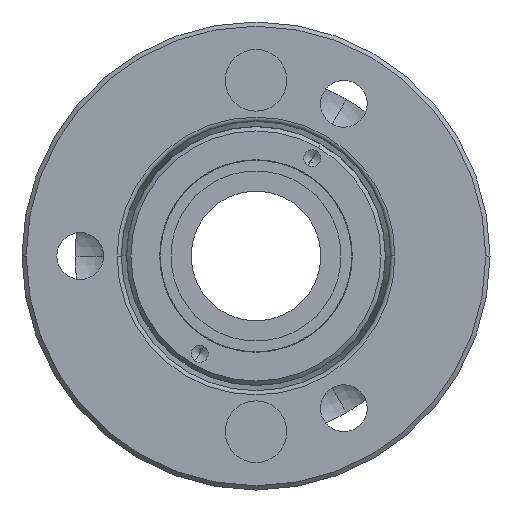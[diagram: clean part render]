
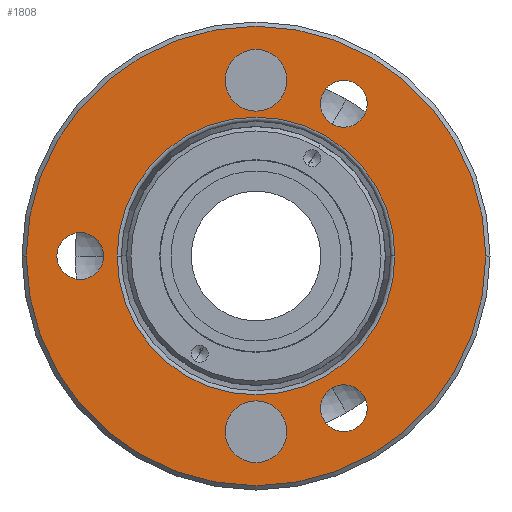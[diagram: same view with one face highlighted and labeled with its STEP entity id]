
A CAD part, left-side view. The second image highlights one B-rep face of the part: STEP entity #1808.
In plain terms, the highlighted planar face has unit normal (-1, 0, 0).
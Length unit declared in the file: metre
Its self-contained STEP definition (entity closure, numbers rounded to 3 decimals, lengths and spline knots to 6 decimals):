
#25 = AXIS2_PLACEMENT_3D ( 'NONE', #1093, #2224, #6281 ) ;
#50 = CARTESIAN_POINT ( 'NONE',  ( 0., -0.02065, 0.030267 ) ) ;
#54 = ORIENTED_EDGE ( 'NONE', *, *, #2011, .T. ) ;
#75 = EDGE_LOOP ( 'NONE', ( #963, #4020 ) ) ;
#102 = VERTEX_POINT ( 'NONE', #1651 ) ;
#106 = EDGE_CURVE ( 'NONE', #1964, #3042, #3186, .T. ) ;
#140 = EDGE_CURVE ( 'NONE', #1078, #6328, #4856, .T. ) ;
#165 = AXIS2_PLACEMENT_3D ( 'NONE', #3830, #1248, #2284 ) ;
#173 = DIRECTION ( 'NONE',  ( 0., 0., -1. ) ) ;
#232 = CARTESIAN_POINT ( 'NONE',  ( 0., 0., 0. ) ) ;
#249 = DIRECTION ( 'NONE',  ( 1., 0., 0. ) ) ;
#382 = DIRECTION ( 'NONE',  ( 0., 0., 1. ) ) ;
#385 = VERTEX_POINT ( 'NONE', #4887 ) ;
#520 = CIRCLE ( 'NONE', #2626, 0.0055 ) ;
#618 = VERTEX_POINT ( 'NONE', #933 ) ;
#678 = CARTESIAN_POINT ( 'NONE',  ( 0., 0.055, 0. ) ) ;
#857 = CARTESIAN_POINT ( 'NONE',  ( 0., 0.0413, 0. ) ) ;
#899 = CIRCLE ( 'NONE', #1436, 0.0055 ) ;
#933 = CARTESIAN_POINT ( 'NONE',  ( 0., 0., 0.03405 ) ) ;
#963 = ORIENTED_EDGE ( 'NONE', *, *, #2608, .T. ) ;
#999 = CARTESIAN_POINT ( 'NONE',  ( 0., 0.0413, 0.0055 ) ) ;
#1055 = CIRCLE ( 'NONE', #5042, 0.054 ) ;
#1078 = VERTEX_POINT ( 'NONE', #5929 ) ;
#1093 = CARTESIAN_POINT ( 'NONE',  ( 0., -0.02065, 0.035767 ) ) ;
#1150 = DIRECTION ( 'NONE',  ( 0., 1., 0. ) ) ;
#1173 = VERTEX_POINT ( 'NONE', #50 ) ;
#1182 = FACE_BOUND ( 'NONE', #3078, .T. ) ;
#1248 = DIRECTION ( 'NONE',  ( -1., 0., 0. ) ) ;
#1359 = AXIS2_PLACEMENT_3D ( 'NONE', #232, #249, #6261 ) ;
#1436 = AXIS2_PLACEMENT_3D ( 'NONE', #2280, #5748, #173 ) ;
#1651 = CARTESIAN_POINT ( 'NONE',  ( 0., 0., -0.04855 ) ) ;
#1668 = DIRECTION ( 'NONE',  ( 0., 1., 0. ) ) ;
#1670 = DIRECTION ( 'NONE',  ( -1., 0., 0. ) ) ;
#1683 = EDGE_CURVE ( 'NONE', #4230, #385, #2884, .T. ) ;
#1718 = DIRECTION ( 'NONE',  ( 0., 0., 1. ) ) ;
#1725 = DIRECTION ( 'NONE',  ( 0., 0., -1. ) ) ;
#1808 = ADVANCED_FACE ( 'NONE', ( #3931, #2536, #1182, #5557, #5170, #2878, #2398 ), #2766, .F. ) ;
#1822 = AXIS2_PLACEMENT_3D ( 'NONE', #857, #6404, #3912 ) ;
#1877 = CIRCLE ( 'NONE', #5606, 0.00725 ) ;
#1956 = EDGE_CURVE ( 'NONE', #2207, #618, #6384, .T. ) ;
#1964 = VERTEX_POINT ( 'NONE', #5989 ) ;
#2002 = CARTESIAN_POINT ( 'NONE',  ( 0., -0.02065, 0.035767 ) ) ;
#2011 = EDGE_CURVE ( 'NONE', #6328, #1078, #1055, .T. ) ;
#2106 = EDGE_LOOP ( 'NONE', ( #2118, #5378 ) ) ;
#2118 = ORIENTED_EDGE ( 'NONE', *, *, #4320, .T. ) ;
#2120 = CARTESIAN_POINT ( 'NONE',  ( 0., -0.032639, 0. ) ) ;
#2126 = DIRECTION ( 'NONE',  ( 1., 0., 0. ) ) ;
#2141 = CARTESIAN_POINT ( 'NONE',  ( 0., 0., -0.0413 ) ) ;
#2159 = CIRCLE ( 'NONE', #2759, 0.00725 ) ;
#2173 = EDGE_CURVE ( 'NONE', #102, #2749, #6062, .T. ) ;
#2207 = VERTEX_POINT ( 'NONE', #4863 ) ;
#2211 = DIRECTION ( 'NONE',  ( 0., 0., 1. ) ) ;
#2224 = DIRECTION ( 'NONE',  ( 1., 0., 0. ) ) ;
#2253 = CIRCLE ( 'NONE', #1822, 0.0055 ) ;
#2280 = CARTESIAN_POINT ( 'NONE',  ( 0., -0.02065, -0.035767 ) ) ;
#2284 = DIRECTION ( 'NONE',  ( 0., 0., 1. ) ) ;
#2398 = FACE_BOUND ( 'NONE', #4647, .T. ) ;
#2526 = AXIS2_PLACEMENT_3D ( 'NONE', #5651, #4631, #4172 ) ;
#2536 = FACE_BOUND ( 'NONE', #3041, .T. ) ;
#2608 = EDGE_CURVE ( 'NONE', #385, #4230, #899, .T. ) ;
#2626 = AXIS2_PLACEMENT_3D ( 'NONE', #3773, #4245, #1725 ) ;
#2749 = VERTEX_POINT ( 'NONE', #5035 ) ;
#2759 = AXIS2_PLACEMENT_3D ( 'NONE', #2141, #1670, #2211 ) ;
#2766 = PLANE ( 'NONE',  #3012 ) ;
#2812 = DIRECTION ( 'NONE',  ( 0., 1., 0. ) ) ;
#2878 = FACE_BOUND ( 'NONE', #2106, .T. ) ;
#2884 = CIRCLE ( 'NONE', #2526, 0.0055 ) ;
#2976 = CARTESIAN_POINT ( 'NONE',  ( 0., 0.0413, -0.0055 ) ) ;
#3012 = AXIS2_PLACEMENT_3D ( 'NONE', #678, #4726, #1668 ) ;
#3041 = EDGE_LOOP ( 'NONE', ( #4910, #4912 ) ) ;
#3042 = VERTEX_POINT ( 'NONE', #2120 ) ;
#3057 = EDGE_CURVE ( 'NONE', #618, #2207, #1877, .T. ) ;
#3078 = EDGE_LOOP ( 'NONE', ( #5593, #4764 ) ) ;
#3081 = ORIENTED_EDGE ( 'NONE', *, *, #3483, .F. ) ;
#3186 = CIRCLE ( 'NONE', #3344, 0.032639 ) ;
#3290 = EDGE_CURVE ( 'NONE', #6123, #5131, #520, .T. ) ;
#3344 = AXIS2_PLACEMENT_3D ( 'NONE', #6211, #2126, #1150 ) ;
#3433 = CARTESIAN_POINT ( 'NONE',  ( 0., -0.054, 0. ) ) ;
#3483 = EDGE_CURVE ( 'NONE', #2749, #102, #2159, .T. ) ;
#3508 = CARTESIAN_POINT ( 'NONE',  ( 0., 0., 0. ) ) ;
#3518 = CIRCLE ( 'NONE', #1359, 0.032639 ) ;
#3773 = CARTESIAN_POINT ( 'NONE',  ( 0., 0.0413, 0. ) ) ;
#3830 = CARTESIAN_POINT ( 'NONE',  ( 0., 0., -0.0413 ) ) ;
#3831 = CARTESIAN_POINT ( 'NONE',  ( 0., 0., 0. ) ) ;
#3912 = DIRECTION ( 'NONE',  ( 0., 0., -1. ) ) ;
#3931 = FACE_BOUND ( 'NONE', #4841, .T. ) ;
#4020 = ORIENTED_EDGE ( 'NONE', *, *, #1683, .T. ) ;
#4074 = DIRECTION ( 'NONE',  ( 1., 0., 0. ) ) ;
#4158 = CARTESIAN_POINT ( 'NONE',  ( 0., -0.02065, -0.030267 ) ) ;
#4167 = AXIS2_PLACEMENT_3D ( 'NONE', #6011, #5459, #382 ) ;
#4172 = DIRECTION ( 'NONE',  ( 0., 0., -1. ) ) ;
#4230 = VERTEX_POINT ( 'NONE', #4158 ) ;
#4245 = DIRECTION ( 'NONE',  ( 1., 0., 0. ) ) ;
#4266 = CARTESIAN_POINT ( 'NONE',  ( 0., 0., 0.0413 ) ) ;
#4320 = EDGE_CURVE ( 'NONE', #1173, #6302, #5833, .T. ) ;
#4349 = DIRECTION ( 'NONE',  ( -1., 0., 0. ) ) ;
#4450 = ORIENTED_EDGE ( 'NONE', *, *, #140, .T. ) ;
#4462 = EDGE_CURVE ( 'NONE', #6302, #1173, #4894, .T. ) ;
#4550 = DIRECTION ( 'NONE',  ( 0., 0., -1. ) ) ;
#4571 = ORIENTED_EDGE ( 'NONE', *, *, #6074, .T. ) ;
#4624 = DIRECTION ( 'NONE',  ( -1., 0., 0. ) ) ;
#4631 = DIRECTION ( 'NONE',  ( 1., 0., 0. ) ) ;
#4647 = EDGE_LOOP ( 'NONE', ( #6312, #4571 ) ) ;
#4726 = DIRECTION ( 'NONE',  ( 1., 0., 0. ) ) ;
#4764 = ORIENTED_EDGE ( 'NONE', *, *, #5856, .T. ) ;
#4768 = DIRECTION ( 'NONE',  ( -1., 0., 0. ) ) ;
#4841 = EDGE_LOOP ( 'NONE', ( #3081, #6377 ) ) ;
#4856 = CIRCLE ( 'NONE', #5248, 0.054 ) ;
#4863 = CARTESIAN_POINT ( 'NONE',  ( 0., 0., 0.04855 ) ) ;
#4887 = CARTESIAN_POINT ( 'NONE',  ( 0., -0.02065, -0.041267 ) ) ;
#4894 = CIRCLE ( 'NONE', #5107, 0.0055 ) ;
#4904 = CARTESIAN_POINT ( 'NONE',  ( 0., -0.02065, 0.041267 ) ) ;
#4910 = ORIENTED_EDGE ( 'NONE', *, *, #1956, .F. ) ;
#4912 = ORIENTED_EDGE ( 'NONE', *, *, #3057, .F. ) ;
#5035 = CARTESIAN_POINT ( 'NONE',  ( 0., 0., -0.03405 ) ) ;
#5042 = AXIS2_PLACEMENT_3D ( 'NONE', #3508, #4624, #5577 ) ;
#5107 = AXIS2_PLACEMENT_3D ( 'NONE', #2002, #4074, #4550 ) ;
#5131 = VERTEX_POINT ( 'NONE', #999 ) ;
#5170 = FACE_BOUND ( 'NONE', #75, .T. ) ;
#5248 = AXIS2_PLACEMENT_3D ( 'NONE', #3831, #4349, #2812 ) ;
#5378 = ORIENTED_EDGE ( 'NONE', *, *, #4462, .T. ) ;
#5459 = DIRECTION ( 'NONE',  ( -1., 0., 0. ) ) ;
#5557 = FACE_OUTER_BOUND ( 'NONE', #5850, .T. ) ;
#5577 = DIRECTION ( 'NONE',  ( 0., 1., 0. ) ) ;
#5593 = ORIENTED_EDGE ( 'NONE', *, *, #106, .T. ) ;
#5606 = AXIS2_PLACEMENT_3D ( 'NONE', #4266, #4768, #1718 ) ;
#5651 = CARTESIAN_POINT ( 'NONE',  ( 0., -0.02065, -0.035767 ) ) ;
#5748 = DIRECTION ( 'NONE',  ( 1., 0., 0. ) ) ;
#5833 = CIRCLE ( 'NONE', #25, 0.0055 ) ;
#5850 = EDGE_LOOP ( 'NONE', ( #4450, #54 ) ) ;
#5856 = EDGE_CURVE ( 'NONE', #3042, #1964, #3518, .T. ) ;
#5929 = CARTESIAN_POINT ( 'NONE',  ( 0., 0.054, 0. ) ) ;
#5989 = CARTESIAN_POINT ( 'NONE',  ( 0., 0.032639, 0. ) ) ;
#6011 = CARTESIAN_POINT ( 'NONE',  ( 0., 0., 0.0413 ) ) ;
#6062 = CIRCLE ( 'NONE', #165, 0.00725 ) ;
#6074 = EDGE_CURVE ( 'NONE', #5131, #6123, #2253, .T. ) ;
#6123 = VERTEX_POINT ( 'NONE', #2976 ) ;
#6211 = CARTESIAN_POINT ( 'NONE',  ( 0., 0., 0. ) ) ;
#6261 = DIRECTION ( 'NONE',  ( 0., 1., 0. ) ) ;
#6281 = DIRECTION ( 'NONE',  ( 0., 0., -1. ) ) ;
#6302 = VERTEX_POINT ( 'NONE', #4904 ) ;
#6312 = ORIENTED_EDGE ( 'NONE', *, *, #3290, .T. ) ;
#6328 = VERTEX_POINT ( 'NONE', #3433 ) ;
#6377 = ORIENTED_EDGE ( 'NONE', *, *, #2173, .F. ) ;
#6384 = CIRCLE ( 'NONE', #4167, 0.00725 ) ;
#6404 = DIRECTION ( 'NONE',  ( 1., 0., 0. ) ) ;
